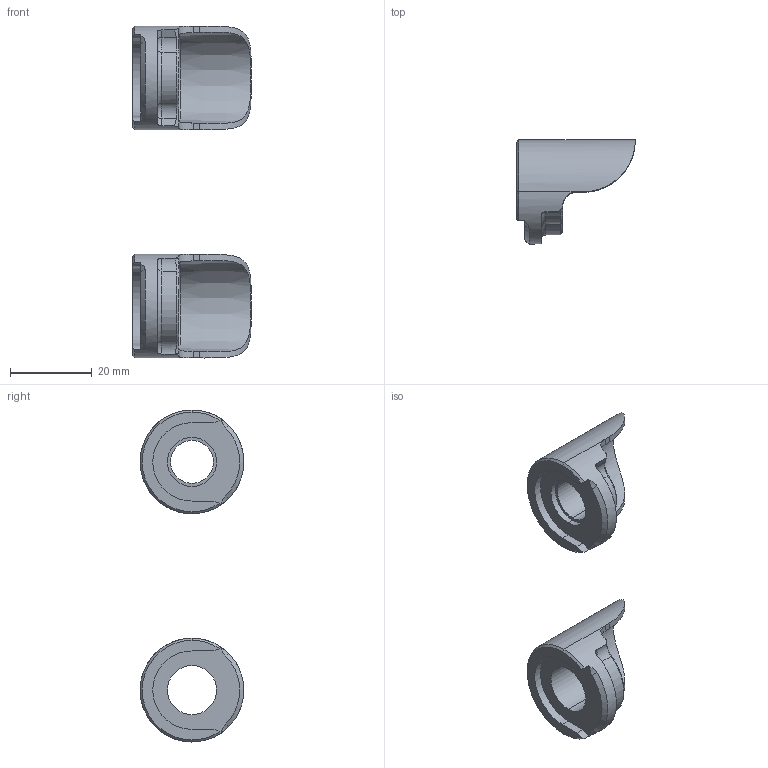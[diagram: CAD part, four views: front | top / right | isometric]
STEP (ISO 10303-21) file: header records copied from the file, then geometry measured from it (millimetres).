
FILE_DESCRIPTION (( 'STEP AP214' ), '1' );
FILE_NAME ('DR2067.STEP', '2023-01-19T20:07:40', ( '' ), ( '' ), 'SwSTEP 2.0', 'SolidWorks 2022', '' );
FILE_SCHEMA (( 'AUTOMOTIVE_DESIGN' ));
Length unit declared in the file: inch
Products named in the file (3): DR2067_DR2067T; DR2067; DR2067_DR2067U
Assembly tree (2 placements, depth 2):
  DR2067
    DR2067_DR2067T
    DR2067_DR2067U
Bounding box: 29 x 25.4 x 81.28 mm (x, y, z)
Volume: 8951.8 mm3; surface area: 6430 mm2
Topology: 2 solids, 2 shells, 91 faces, 234 edges, 148 vertices
Faces by surface type: cylinder 30, cone 23, plane 23, torus 12, bspline 3
Entity records: 3403 total; most frequent: CARTESIAN_POINT 1083, DIRECTION 474, ORIENTED_EDGE 468, EDGE_CURVE 234, AXIS2_PLACEMENT_3D 191, VERTEX_POINT 148, CIRCLE 98, EDGE_LOOP 96
